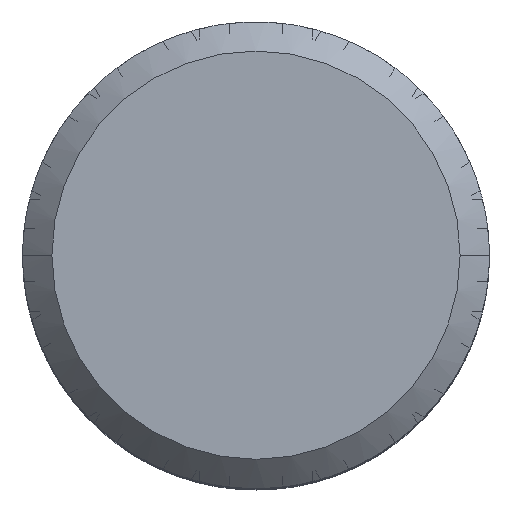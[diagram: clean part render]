
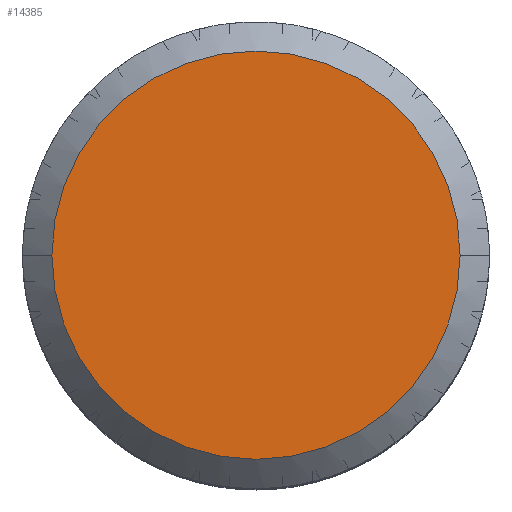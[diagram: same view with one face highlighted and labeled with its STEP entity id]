
A CAD part, top view. The second image highlights one B-rep face of the part: STEP entity #14385.
In plain terms, the highlighted planar face has unit normal (0, 0, 1).
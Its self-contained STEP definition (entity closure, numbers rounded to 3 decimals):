
#2704 = CARTESIAN_POINT ( 'NONE',  ( 0., 0., 9.5 ) ) ;
#5736 = CARTESIAN_POINT ( 'NONE',  ( 0., 0., 9.5 ) ) ;
#5836 = VERTEX_POINT ( 'NONE', #8735 ) ;
#7479 = CIRCLE ( 'NONE', #22392, 2.1 ) ;
#7614 = ORIENTED_EDGE ( 'NONE', *, *, #10363, .T. ) ;
#7827 = DIRECTION ( 'NONE',  ( 1., 0., 0. ) ) ;
#8735 = CARTESIAN_POINT ( 'NONE',  ( -2.1, 0., 9.5 ) ) ;
#8854 = DIRECTION ( 'NONE',  ( 0., 0., 1. ) ) ;
#10245 = VERTEX_POINT ( 'NONE', #24580 ) ;
#10363 = EDGE_CURVE ( 'NONE', #5836, #10245, #7479, .T. ) ;
#10922 = PLANE ( 'NONE',  #13619 ) ;
#12171 = EDGE_CURVE ( 'NONE', #10245, #5836, #21488, .T. ) ;
#12899 = DIRECTION ( 'NONE',  ( 1., 0., 0. ) ) ;
#13619 = AXIS2_PLACEMENT_3D ( 'NONE', #2704, #25121, #12899 ) ;
#14385 = ADVANCED_FACE ( 'NONE', ( #25850 ), #10922, .T. ) ;
#17790 = ORIENTED_EDGE ( 'NONE', *, *, #12171, .T. ) ;
#19954 = DIRECTION ( 'NONE',  ( 0., 0., 1. ) ) ;
#20365 = AXIS2_PLACEMENT_3D ( 'NONE', #5736, #19954, #7827 ) ;
#21008 = CARTESIAN_POINT ( 'NONE',  ( 0., 0., 9.5 ) ) ;
#21488 = CIRCLE ( 'NONE', #20365, 2.1 ) ;
#21724 = EDGE_LOOP ( 'NONE', ( #7614, #17790 ) ) ;
#22392 = AXIS2_PLACEMENT_3D ( 'NONE', #21008, #8854, #23106 ) ;
#23106 = DIRECTION ( 'NONE',  ( 1., 0., 0. ) ) ;
#24580 = CARTESIAN_POINT ( 'NONE',  ( 2.1, 0., 9.5 ) ) ;
#25121 = DIRECTION ( 'NONE',  ( 0., 0., 1. ) ) ;
#25850 = FACE_OUTER_BOUND ( 'NONE', #21724, .T. ) ;
